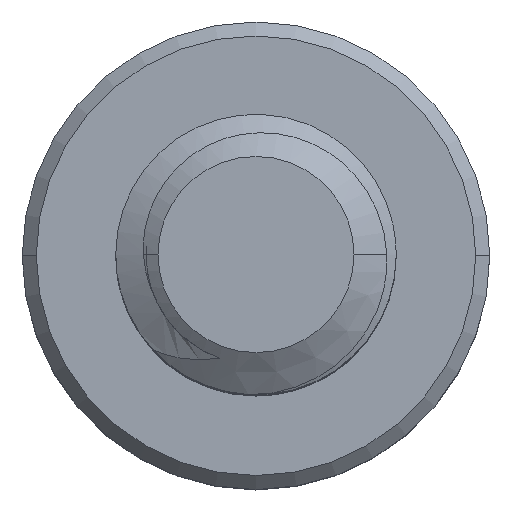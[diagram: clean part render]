
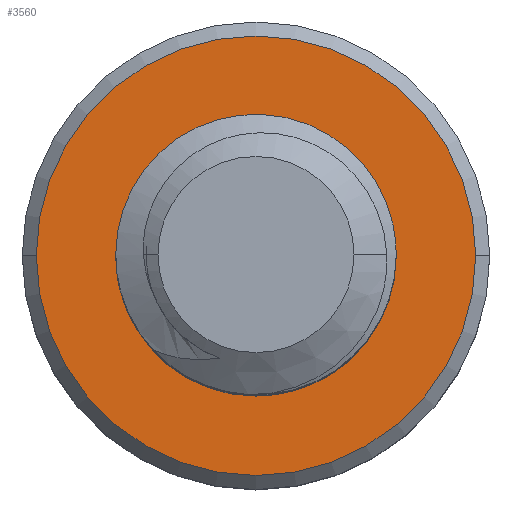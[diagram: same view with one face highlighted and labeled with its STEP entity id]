
A CAD part, top view. The second image highlights one B-rep face of the part: STEP entity #3560.
In plain terms, the highlighted planar face has unit normal (0, 0, 1).
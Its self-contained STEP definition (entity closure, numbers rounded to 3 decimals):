
#80 = EDGE_CURVE ( 'NONE', #2511, #4018, #144, .T. ) ;
#127 = CARTESIAN_POINT ( 'NONE',  ( -3., 0., -15. ) ) ;
#129 = DIRECTION ( 'NONE',  ( -1., 0., 0. ) ) ;
#144 = CIRCLE ( 'NONE', #2972, 3. ) ;
#264 = CARTESIAN_POINT ( 'NONE',  ( 0., 0., -15. ) ) ;
#266 = VERTEX_POINT ( 'NONE', #1137 ) ;
#443 = FACE_OUTER_BOUND ( 'NONE', #2803, .T. ) ;
#813 = EDGE_CURVE ( 'NONE', #266, #3950, #1994, .T. ) ;
#992 = CARTESIAN_POINT ( 'NONE',  ( 0., 0., -15. ) ) ;
#1137 = CARTESIAN_POINT ( 'NONE',  ( -4.7, 0., -15. ) ) ;
#1225 = ORIENTED_EDGE ( 'NONE', *, *, #80, .F. ) ;
#1290 = EDGE_CURVE ( 'NONE', #3950, #266, #3446, .T. ) ;
#1319 = AXIS2_PLACEMENT_3D ( 'NONE', #992, #3420, #1337 ) ;
#1337 = DIRECTION ( 'NONE',  ( -1., 0., 0. ) ) ;
#1382 = AXIS2_PLACEMENT_3D ( 'NONE', #3669, #1594, #4031 ) ;
#1594 = DIRECTION ( 'NONE',  ( 0., 0., 1. ) ) ;
#1857 = PLANE ( 'NONE',  #2286 ) ;
#1870 = CARTESIAN_POINT ( 'NONE',  ( 0., 0., -15. ) ) ;
#1905 = ORIENTED_EDGE ( 'NONE', *, *, #1290, .T. ) ;
#1994 = CIRCLE ( 'NONE', #1319, 4.7 ) ;
#2015 = CARTESIAN_POINT ( 'NONE',  ( 3., 0., -15. ) ) ;
#2031 = CARTESIAN_POINT ( 'NONE',  ( 0., 0., -15. ) ) ;
#2083 = FACE_BOUND ( 'NONE', #3629, .T. ) ;
#2209 = AXIS2_PLACEMENT_3D ( 'NONE', #2031, #4457, #2389 ) ;
#2232 = DIRECTION ( 'NONE',  ( 0., 0., -1. ) ) ;
#2286 = AXIS2_PLACEMENT_3D ( 'NONE', #1870, #2232, #129 ) ;
#2375 = DIRECTION ( 'NONE',  ( 0., 0., 1. ) ) ;
#2389 = DIRECTION ( 'NONE',  ( -1., 0., 0. ) ) ;
#2511 = VERTEX_POINT ( 'NONE', #2015 ) ;
#2803 = EDGE_LOOP ( 'NONE', ( #2917, #1905 ) ) ;
#2841 = CIRCLE ( 'NONE', #1382, 3. ) ;
#2917 = ORIENTED_EDGE ( 'NONE', *, *, #813, .T. ) ;
#2972 = AXIS2_PLACEMENT_3D ( 'NONE', #264, #2375, #4443 ) ;
#3420 = DIRECTION ( 'NONE',  ( 0., 0., 1. ) ) ;
#3446 = CIRCLE ( 'NONE', #2209, 4.7 ) ;
#3560 = ADVANCED_FACE ( 'NONE', ( #443, #2083 ), #1857, .F. ) ;
#3580 = CARTESIAN_POINT ( 'NONE',  ( 4.7, 0., -15. ) ) ;
#3629 = EDGE_LOOP ( 'NONE', ( #1225, #3957 ) ) ;
#3669 = CARTESIAN_POINT ( 'NONE',  ( 0., 0., -15. ) ) ;
#3950 = VERTEX_POINT ( 'NONE', #3580 ) ;
#3957 = ORIENTED_EDGE ( 'NONE', *, *, #4118, .F. ) ;
#4018 = VERTEX_POINT ( 'NONE', #127 ) ;
#4031 = DIRECTION ( 'NONE',  ( 1., 0., 0. ) ) ;
#4118 = EDGE_CURVE ( 'NONE', #4018, #2511, #2841, .T. ) ;
#4443 = DIRECTION ( 'NONE',  ( 1., 0., 0. ) ) ;
#4457 = DIRECTION ( 'NONE',  ( 0., 0., 1. ) ) ;
